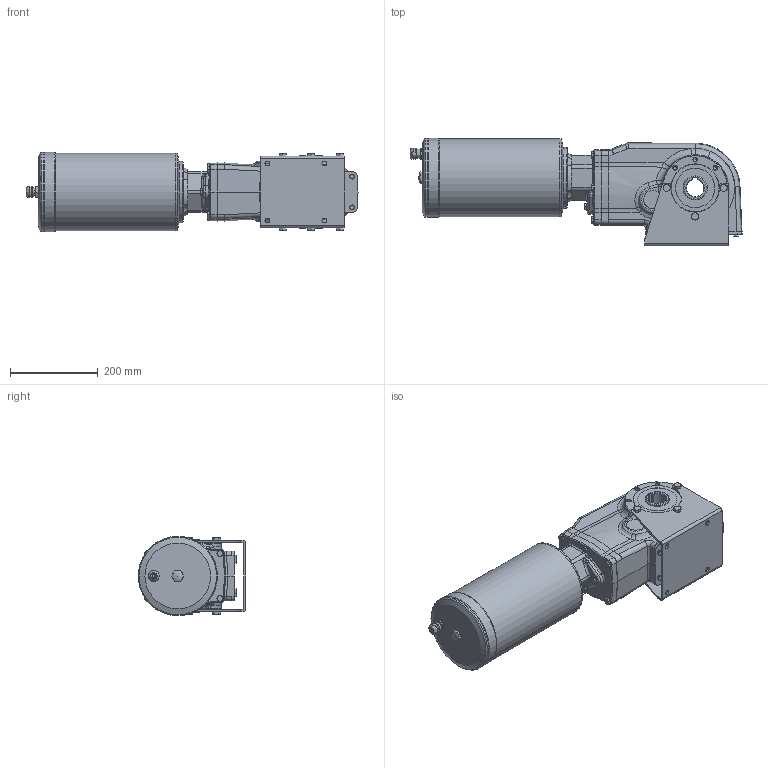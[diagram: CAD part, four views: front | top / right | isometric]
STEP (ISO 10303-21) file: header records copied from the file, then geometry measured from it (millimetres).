
FILE_DESCRIPTION( ( 'Unknown' ), '1' );
FILE_NAME( '1C1447115A25C3957499176CA40ED19.3d.stp', 'Unknown', ( 'Unknown' ), ( 'Unknown' ), 'PSStep 10.1', 'Unknown', ' ' );
FILE_SCHEMA( ( 'AUTOMOTIVE_DESIGN { 1 0 10303 214 1 1 1 1 }' ) );
Length unit declared in the file: millimetre
Products named in the file (1): X73N
Bounding box: 758.4 x 245.9 x 181 mm (x, y, z)
Volume: 16766587.4 mm3; surface area: 681021.1 mm2
Topology: 1 solids, 32 shells, 1051 faces, 2459 edges, 1531 vertices
Faces by surface type: plane 403, cylinder 267, cone 220, bspline 85, torus 71, extrusion 4, sphere 1
Full cylindrical faces by diameter (mm): 2.6 x1, 6 x14, 6.647 x8, 7 x15, 8.376 x32, 8.9 x8, 9 x4, 10 x12, 10.5 x6, 11 x4, 11.6 x6, 12 x6, 13.4 x1, 14.6 x6, 16.662 x1, 18 x2, 20 x1, 24 x1, 30 x1, 42.5 x2, 55 x2, 62 x1, 85 x1, 90 x2, 95 x1, 110 x2, 140 x1, 177.98 x1, 178 x2, 180.98 x2
Entity records: 48927 total; most frequent: CARTESIAN_POINT 18844, DIRECTION 4423, ORIENTED_EDGE 4108, EDGE_CURVE 2054, AXIS2_PLACEMENT_3D 1849, EDGE_LOOP 1449, VERTEX_POINT 1419, FACE_OUTER_BOUND 1260
